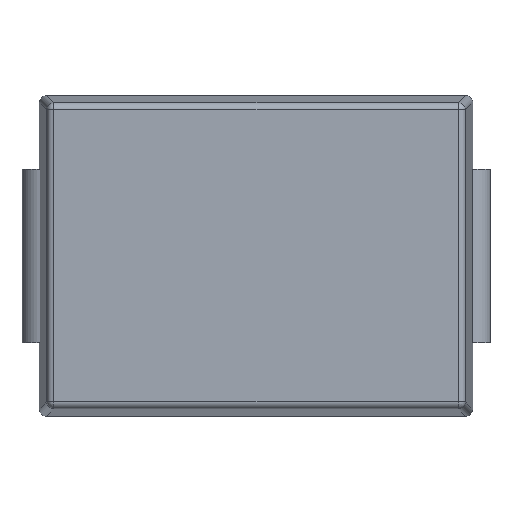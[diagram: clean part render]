
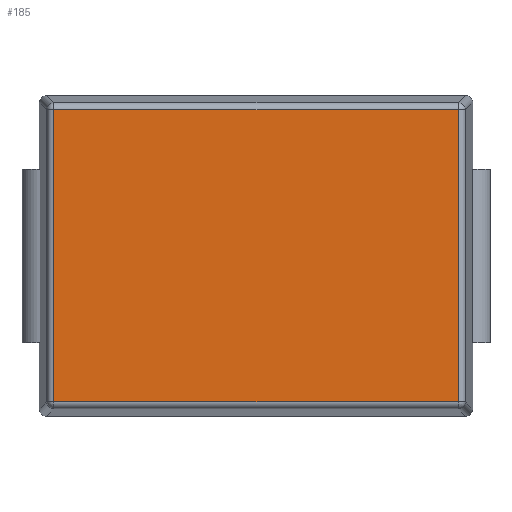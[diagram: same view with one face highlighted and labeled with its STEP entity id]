
A CAD part, top view. The second image highlights one B-rep face of the part: STEP entity #185.
In plain terms, the highlighted planar face has unit normal (0, 0, 1).
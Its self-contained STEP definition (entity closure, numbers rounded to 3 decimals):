
#185=ADVANCED_FACE('',(#273),#241,.T.);
#241=PLANE('',#1044);
#273=FACE_OUTER_BOUND('',#329,.T.);
#329=EDGE_LOOP('',(#395,#396,#397,#398));
#395=ORIENTED_EDGE('',*,*,#734,.T.);
#396=ORIENTED_EDGE('',*,*,#735,.T.);
#397=ORIENTED_EDGE('',*,*,#736,.T.);
#398=ORIENTED_EDGE('',*,*,#737,.T.);
#653=VERTEX_POINT('',#1439);
#654=VERTEX_POINT('',#1440);
#655=VERTEX_POINT('',#1442);
#656=VERTEX_POINT('',#1444);
#734=EDGE_CURVE('',#653,#654,#864,.T.);
#735=EDGE_CURVE('',#654,#655,#865,.T.);
#736=EDGE_CURVE('',#655,#656,#866,.T.);
#737=EDGE_CURVE('',#656,#653,#867,.T.);
#864=LINE('',#1438,#958);
#865=LINE('',#1441,#959);
#866=LINE('',#1443,#960);
#867=LINE('',#1445,#961);
#958=VECTOR('',#1151,1.);
#959=VECTOR('',#1152,1.);
#960=VECTOR('',#1153,1.);
#961=VECTOR('',#1154,1.);
#1044=AXIS2_PLACEMENT_3D('',#1446,#1155,#1156);
#1151=DIRECTION('',(-1.,0.,0.));
#1152=DIRECTION('',(0.,-1.,0.));
#1153=DIRECTION('',(1.,0.,0.));
#1154=DIRECTION('',(0.,1.,0.));
#1155=DIRECTION('',(0.,0.,1.));
#1156=DIRECTION('',(0.,-1.,0.));
#1438=CARTESIAN_POINT('',(2.589,2.085,2.575));
#1439=CARTESIAN_POINT('',(7.332,2.085,2.575));
#1440=CARTESIAN_POINT('',(2.663,2.085,2.575));
#1441=CARTESIAN_POINT('',(2.663,-1.45,2.575));
#1442=CARTESIAN_POINT('',(2.663,-1.285,2.575));
#1443=CARTESIAN_POINT('',(7.406,-1.285,2.575));
#1444=CARTESIAN_POINT('',(7.332,-1.285,2.575));
#1445=CARTESIAN_POINT('',(7.332,-1.45,2.575));
#1446=CARTESIAN_POINT('',(2.589,-1.45,2.575));
